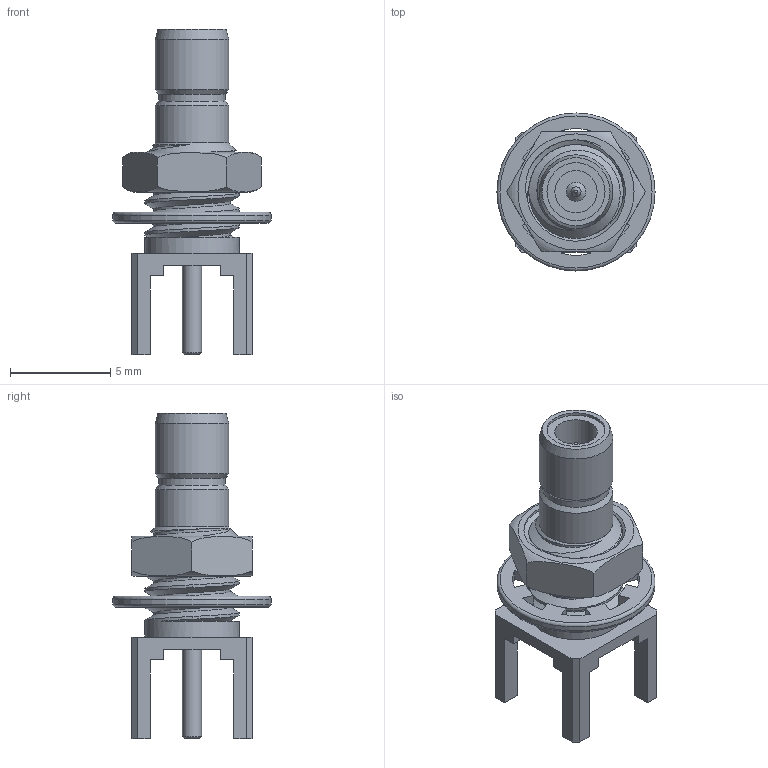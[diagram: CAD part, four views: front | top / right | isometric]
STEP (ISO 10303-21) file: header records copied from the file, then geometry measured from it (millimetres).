
FILE_DESCRIPTION(/* description */ ('Unknown'),/* implementation_level */ '2;1');
FILE_NAME(/* name */ '61612042121504',/* time_stamp */ '2019-12-16T14:20:12+01:00',/* author */ ('Unknown'),/* organization */ ('Unknown'),/* preprocessor_version */ 'ST-DEVELOPER v16.7',/* originating_system */ 'DEX',/* authorisation */ $);
FILE_SCHEMA (('AUTOMOTIVE_DESIGN {1 0 10303 214 3 1 1}'));
Length unit declared in the file: millimetre
Products named in the file (1): 61612042121504
Bounding box: 7.9 x 7.9 x 16.26 mm (x, y, z)
Volume: 410.5 mm3; surface area: 1086.1 mm2
Topology: 4 solids, 4 shells, 246 faces, 656 edges, 434 vertices
Faces by surface type: plane 138, cylinder 74, cone 18, torus 8, bspline 8
Full cylindrical faces by diameter (mm): 0.5 x2, 0.96 x4, 1.16 x2, 2.12 x2, 2.65 x2, 2.9 x2, 3.32 x2, 3.68 x4, 4.73 x12, 7.9 x2
Entity records: 12738 total; most frequent: CARTESIAN_POINT 6121, ORIENTED_EDGE 1108, DIRECTION 1086, EDGE_CURVE 554, VERTEX_POINT 390, AXIS2_PLACEMENT_3D 377, LINE 332, VECTOR 332
